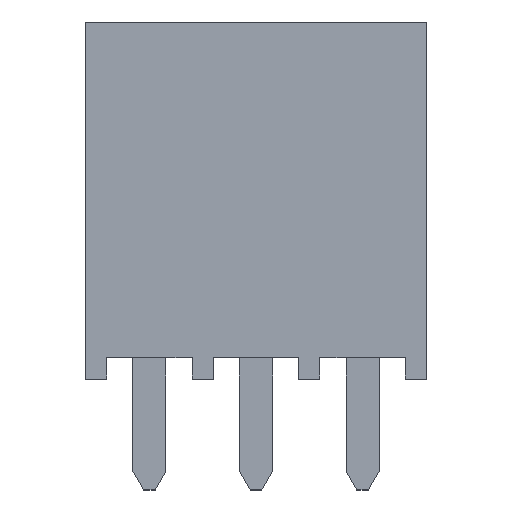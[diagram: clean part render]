
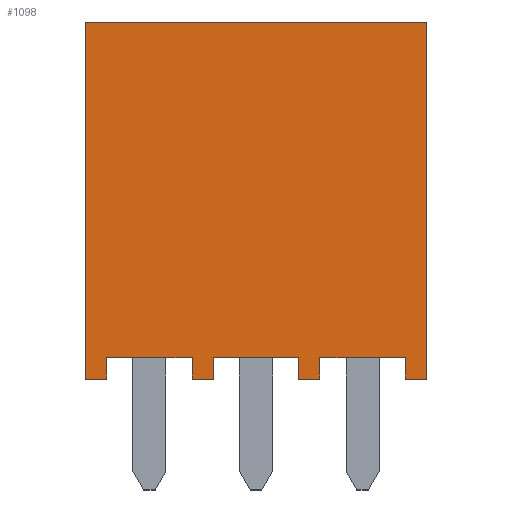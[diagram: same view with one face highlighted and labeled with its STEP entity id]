
A CAD part, top view. The second image highlights one B-rep face of the part: STEP entity #1098.
In plain terms, the highlighted planar face has unit normal (0, 0, 1).
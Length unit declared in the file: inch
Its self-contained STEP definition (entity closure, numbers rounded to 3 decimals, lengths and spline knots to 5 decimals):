
#179=ORIENTED_EDGE('',*,*,#413,.F.);
#180=ORIENTED_EDGE('',*,*,#414,.T.);
#181=ORIENTED_EDGE('',*,*,#415,.F.);
#182=ORIENTED_EDGE('',*,*,#416,.F.);
#183=ORIENTED_EDGE('',*,*,#417,.T.);
#184=ORIENTED_EDGE('',*,*,#418,.T.);
#185=ORIENTED_EDGE('',*,*,#419,.F.);
#186=ORIENTED_EDGE('',*,*,#420,.F.);
#187=ORIENTED_EDGE('',*,*,#421,.F.);
#188=ORIENTED_EDGE('',*,*,#422,.T.);
#189=ORIENTED_EDGE('',*,*,#423,.F.);
#190=ORIENTED_EDGE('',*,*,#424,.F.);
#191=ORIENTED_EDGE('',*,*,#425,.F.);
#192=ORIENTED_EDGE('',*,*,#426,.T.);
#193=ORIENTED_EDGE('',*,*,#427,.F.);
#194=ORIENTED_EDGE('',*,*,#428,.F.);
#413=EDGE_CURVE('',#541,#542,#663,.T.);
#414=EDGE_CURVE('',#541,#543,#664,.T.);
#415=EDGE_CURVE('',#544,#543,#665,.T.);
#416=EDGE_CURVE('',#545,#544,#666,.T.);
#417=EDGE_CURVE('',#545,#546,#667,.T.);
#418=EDGE_CURVE('',#546,#547,#668,.T.);
#419=EDGE_CURVE('',#548,#547,#669,.T.);
#420=EDGE_CURVE('',#549,#548,#670,.T.);
#421=EDGE_CURVE('',#550,#549,#671,.T.);
#422=EDGE_CURVE('',#550,#551,#672,.T.);
#423=EDGE_CURVE('',#552,#551,#673,.T.);
#424=EDGE_CURVE('',#553,#552,#674,.T.);
#425=EDGE_CURVE('',#554,#553,#675,.T.);
#426=EDGE_CURVE('',#554,#555,#676,.T.);
#427=EDGE_CURVE('',#556,#555,#677,.T.);
#428=EDGE_CURVE('',#542,#556,#678,.T.);
#541=VERTEX_POINT('',#1656);
#542=VERTEX_POINT('',#1657);
#543=VERTEX_POINT('',#1659);
#544=VERTEX_POINT('',#1661);
#545=VERTEX_POINT('',#1663);
#546=VERTEX_POINT('',#1665);
#547=VERTEX_POINT('',#1667);
#548=VERTEX_POINT('',#1669);
#549=VERTEX_POINT('',#1671);
#550=VERTEX_POINT('',#1673);
#551=VERTEX_POINT('',#1675);
#552=VERTEX_POINT('',#1677);
#553=VERTEX_POINT('',#1679);
#554=VERTEX_POINT('',#1681);
#555=VERTEX_POINT('',#1683);
#556=VERTEX_POINT('',#1685);
#663=LINE('',#1655,#813);
#664=LINE('',#1658,#814);
#665=LINE('',#1660,#815);
#666=LINE('',#1662,#816);
#667=LINE('',#1664,#817);
#668=LINE('',#1666,#818);
#669=LINE('',#1668,#819);
#670=LINE('',#1670,#820);
#671=LINE('',#1672,#821);
#672=LINE('',#1674,#822);
#673=LINE('',#1676,#823);
#674=LINE('',#1678,#824);
#675=LINE('',#1680,#825);
#676=LINE('',#1682,#826);
#677=LINE('',#1684,#827);
#678=LINE('',#1686,#828);
#813=VECTOR('',#1356,39.37008);
#814=VECTOR('',#1357,39.37008);
#815=VECTOR('',#1358,39.37008);
#816=VECTOR('',#1359,39.37008);
#817=VECTOR('',#1360,39.37008);
#818=VECTOR('',#1361,39.37008);
#819=VECTOR('',#1362,39.37008);
#820=VECTOR('',#1363,39.37008);
#821=VECTOR('',#1364,39.37008);
#822=VECTOR('',#1365,39.37008);
#823=VECTOR('',#1366,39.37008);
#824=VECTOR('',#1367,39.37008);
#825=VECTOR('',#1368,39.37008);
#826=VECTOR('',#1369,39.37008);
#827=VECTOR('',#1370,39.37008);
#828=VECTOR('',#1371,39.37008);
#912=EDGE_LOOP('',(#179,#180,#181,#182,#183,#184,#185,#186,#187,#188,#189,
#190,#191,#192,#193,#194));
#978=FACE_BOUND('',#912,.T.);
#1041=PLANE('',#1182);
#1098=ADVANCED_FACE('',(#978),#1041,.F.);
#1182=AXIS2_PLACEMENT_3D('',#1654,#1354,#1355);
#1354=DIRECTION('',(0.,0.,-1.));
#1355=DIRECTION('',(-1.,0.,0.));
#1356=DIRECTION('',(0.,1.,0.));
#1357=DIRECTION('',(1.,0.,0.));
#1358=DIRECTION('',(0.,-1.,0.));
#1359=DIRECTION('',(1.,0.,0.));
#1360=DIRECTION('',(0.,-1.,0.));
#1361=DIRECTION('',(1.,0.,0.));
#1362=DIRECTION('',(0.,-1.,0.));
#1363=DIRECTION('',(-1.,0.,0.));
#1364=DIRECTION('',(0.,1.,0.));
#1365=DIRECTION('',(1.,0.,0.));
#1366=DIRECTION('',(0.,-1.,0.));
#1367=DIRECTION('',(-1.,0.,0.));
#1368=DIRECTION('',(0.,1.,0.));
#1369=DIRECTION('',(1.,0.,0.));
#1370=DIRECTION('',(0.,-1.,0.));
#1371=DIRECTION('',(-1.,0.,0.));
#1654=CARTESIAN_POINT('',(-0.16,0.335,0.0475));
#1655=CARTESIAN_POINT('',(0.14,0.335,0.0475));
#1656=CARTESIAN_POINT('',(0.14,0.,0.0475));
#1657=CARTESIAN_POINT('',(0.14,0.02,0.0475));
#1658=CARTESIAN_POINT('',(-0.16,0.,0.0475));
#1659=CARTESIAN_POINT('',(0.16,0.,0.0475));
#1660=CARTESIAN_POINT('',(0.16,0.335,0.0475));
#1661=CARTESIAN_POINT('',(0.16,0.335,0.0475));
#1662=CARTESIAN_POINT('',(-0.16,0.335,0.0475));
#1663=CARTESIAN_POINT('',(-0.16,0.335,0.0475));
#1664=CARTESIAN_POINT('',(-0.16,0.335,0.0475));
#1665=CARTESIAN_POINT('',(-0.16,0.,0.0475));
#1666=CARTESIAN_POINT('',(-0.16,0.,0.0475));
#1667=CARTESIAN_POINT('',(-0.14,0.,0.0475));
#1668=CARTESIAN_POINT('',(-0.14,0.335,0.0475));
#1669=CARTESIAN_POINT('',(-0.14,0.02,0.0475));
#1670=CARTESIAN_POINT('',(-0.16,0.02,0.0475));
#1671=CARTESIAN_POINT('',(-0.06,0.02,0.0475));
#1672=CARTESIAN_POINT('',(-0.06,0.335,0.0475));
#1673=CARTESIAN_POINT('',(-0.06,0.,0.0475));
#1674=CARTESIAN_POINT('',(-0.16,0.,0.0475));
#1675=CARTESIAN_POINT('',(-0.04,0.,0.0475));
#1676=CARTESIAN_POINT('',(-0.04,0.335,0.0475));
#1677=CARTESIAN_POINT('',(-0.04,0.02,0.0475));
#1678=CARTESIAN_POINT('',(-0.16,0.02,0.0475));
#1679=CARTESIAN_POINT('',(0.04,0.02,0.0475));
#1680=CARTESIAN_POINT('',(0.04,0.335,0.0475));
#1681=CARTESIAN_POINT('',(0.04,0.,0.0475));
#1682=CARTESIAN_POINT('',(-0.16,0.,0.0475));
#1683=CARTESIAN_POINT('',(0.06,0.,0.0475));
#1684=CARTESIAN_POINT('',(0.06,0.335,0.0475));
#1685=CARTESIAN_POINT('',(0.06,0.02,0.0475));
#1686=CARTESIAN_POINT('',(-0.16,0.02,0.0475));
